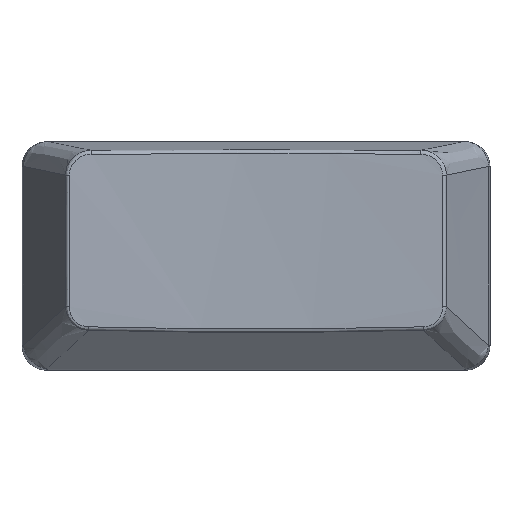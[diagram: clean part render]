
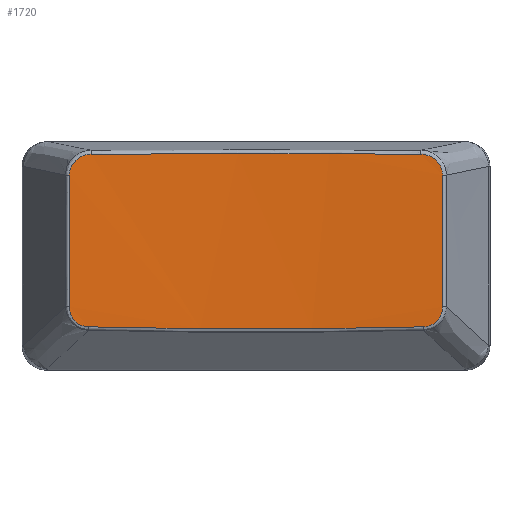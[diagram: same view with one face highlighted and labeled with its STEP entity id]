
A CAD part, top view. The second image highlights one B-rep face of the part: STEP entity #1720.
In plain terms, the highlighted free-form (B-spline) face has degree [1, 2] with [2, 3] control points.
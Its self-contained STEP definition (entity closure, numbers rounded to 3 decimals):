
#19=(
BOUNDED_SURFACE()
B_SPLINE_SURFACE(1,2,((#3109,#3110,#3111),(#3112,#3113,#3114)),
 .UNSPECIFIED.,.F.,.F.,.F.)
B_SPLINE_SURFACE_WITH_KNOTS((2,2),(3,3),(0.01,0.077),
(-1.642,-1.5),.UNSPECIFIED.)
GEOMETRIC_REPRESENTATION_ITEM()
RATIONAL_B_SPLINE_SURFACE(((1.,0.997,1.),(1.,0.997,
1.)))
REPRESENTATION_ITEM('')
SURFACE()
);
#337=FACE_OUTER_BOUND('',#441,.T.);
#441=EDGE_LOOP('',(#1260,#1261,#1262,#1263,#1264,#1265,#1266,#1267));
#549=B_SPLINE_CURVE_WITH_KNOTS('',3,(#2824,#2825,#2826,#2827),
 .UNSPECIFIED.,.F.,.F.,(4,4),(0.,2.668),.UNSPECIFIED.);
#550=B_SPLINE_CURVE_WITH_KNOTS('',3,(#2860,#2861,#2862,#2863,#2864,#2865),
 .UNSPECIFIED.,.F.,.F.,(4,1,1,4),(0.,0.106,
0.176,0.247),.UNSPECIFIED.);
#551=B_SPLINE_CURVE_WITH_KNOTS('',3,(#2888,#2889,#2890,#2891),
 .UNSPECIFIED.,.F.,.F.,(4,4),(0.,1.046),
 .UNSPECIFIED.);
#553=B_SPLINE_CURVE_WITH_KNOTS('',3,(#2925,#2926,#2927,#2928,#2929),
 .UNSPECIFIED.,.F.,.F.,(4,1,4),(0.,0.115,0.268),
 .UNSPECIFIED.);
#555=B_SPLINE_CURVE_WITH_KNOTS('',3,(#2957,#2958,#2959,#2960),
 .UNSPECIFIED.,.F.,.F.,(4,4),(0.,2.625),
 .UNSPECIFIED.);
#557=B_SPLINE_CURVE_WITH_KNOTS('',3,(#2994,#2995,#2996,#2997,#2998),
 .UNSPECIFIED.,.F.,.F.,(4,1,4),(0.,0.153,
0.268),.UNSPECIFIED.);
#559=B_SPLINE_CURVE_WITH_KNOTS('',3,(#3025,#3026,#3027,#3028),
 .UNSPECIFIED.,.F.,.F.,(4,4),(0.,1.046),.UNSPECIFIED.);
#560=B_SPLINE_CURVE_WITH_KNOTS('',3,(#3059,#3060,#3061,#3062,#3063,#3064),
 .UNSPECIFIED.,.F.,.F.,(4,1,1,4),(0.,0.106,0.176,
0.247),.UNSPECIFIED.);
#715=VERTEX_POINT('',#2820);
#716=VERTEX_POINT('',#2822);
#717=VERTEX_POINT('',#2858);
#718=VERTEX_POINT('',#2886);
#719=VERTEX_POINT('',#2917);
#721=VERTEX_POINT('',#2950);
#723=VERTEX_POINT('',#2986);
#725=VERTEX_POINT('',#3019);
#912=EDGE_CURVE('',#716,#715,#549,.T.);
#914=EDGE_CURVE('',#715,#717,#550,.T.);
#916=EDGE_CURVE('',#717,#718,#551,.T.);
#919=EDGE_CURVE('',#718,#719,#553,.T.);
#922=EDGE_CURVE('',#719,#721,#555,.T.);
#925=EDGE_CURVE('',#721,#723,#557,.T.);
#928=EDGE_CURVE('',#723,#725,#559,.T.);
#929=EDGE_CURVE('',#725,#716,#560,.T.);
#1260=ORIENTED_EDGE('',*,*,#912,.F.);
#1261=ORIENTED_EDGE('',*,*,#929,.F.);
#1262=ORIENTED_EDGE('',*,*,#928,.F.);
#1263=ORIENTED_EDGE('',*,*,#925,.F.);
#1264=ORIENTED_EDGE('',*,*,#922,.F.);
#1265=ORIENTED_EDGE('',*,*,#919,.F.);
#1266=ORIENTED_EDGE('',*,*,#916,.F.);
#1267=ORIENTED_EDGE('',*,*,#914,.F.);
#1720=ADVANCED_FACE('',(#337),#19,.T.);
#2820=CARTESIAN_POINT('',(-13.309,-5.648,8.141));
#2822=CARTESIAN_POINT('',(13.309,-5.648,8.141));
#2824=CARTESIAN_POINT('Ctrl Pts',(13.309,-5.648,8.141));
#2825=CARTESIAN_POINT('Ctrl Pts',(4.45,-5.872,7.575));
#2826=CARTESIAN_POINT('Ctrl Pts',(-4.45,-5.872,7.575));
#2827=CARTESIAN_POINT('Ctrl Pts',(-13.309,-5.648,8.141));
#2858=CARTESIAN_POINT('',(-14.837,-4.045,8.258));
#2860=CARTESIAN_POINT('Ctrl Pts',(-13.309,-5.648,8.141));
#2861=CARTESIAN_POINT('Ctrl Pts',(-13.66,-5.639,8.163));
#2862=CARTESIAN_POINT('Ctrl Pts',(-14.245,-5.432,8.204));
#2863=CARTESIAN_POINT('Ctrl Pts',(-14.746,-4.751,8.245));
#2864=CARTESIAN_POINT('Ctrl Pts',(-14.837,-4.28,8.256));
#2865=CARTESIAN_POINT('Ctrl Pts',(-14.837,-4.045,8.258));
#2886=CARTESIAN_POINT('',(-14.836,6.417,8.355));
#2888=CARTESIAN_POINT('Ctrl Pts',(-14.837,-4.045,8.258));
#2889=CARTESIAN_POINT('Ctrl Pts',(-14.837,-0.558,
8.29));
#2890=CARTESIAN_POINT('Ctrl Pts',(-14.836,2.93,8.323));
#2891=CARTESIAN_POINT('Ctrl Pts',(-14.836,6.417,8.355));
#2917=CARTESIAN_POINT('',(-13.097,8.081,8.254));
#2925=CARTESIAN_POINT('Ctrl Pts',(-14.836,6.417,8.355));
#2926=CARTESIAN_POINT('Ctrl Pts',(-14.836,6.8,8.358));
#2927=CARTESIAN_POINT('Ctrl Pts',(-14.498,7.691,8.342));
#2928=CARTESIAN_POINT('Ctrl Pts',(-13.605,8.078,8.286));
#2929=CARTESIAN_POINT('Ctrl Pts',(-13.097,8.081,8.254));
#2950=CARTESIAN_POINT('',(13.097,8.081,8.254));
#2957=CARTESIAN_POINT('Ctrl Pts',(-13.097,8.081,8.254));
#2958=CARTESIAN_POINT('Ctrl Pts',(-4.377,8.128,7.709));
#2959=CARTESIAN_POINT('Ctrl Pts',(4.377,8.128,7.709));
#2960=CARTESIAN_POINT('Ctrl Pts',(13.097,8.081,8.254));
#2986=CARTESIAN_POINT('',(14.836,6.417,8.355));
#2994=CARTESIAN_POINT('Ctrl Pts',(13.097,8.081,8.254));
#2995=CARTESIAN_POINT('Ctrl Pts',(13.605,8.078,8.286));
#2996=CARTESIAN_POINT('Ctrl Pts',(14.498,7.69,8.342));
#2997=CARTESIAN_POINT('Ctrl Pts',(14.836,6.8,8.358));
#2998=CARTESIAN_POINT('Ctrl Pts',(14.836,6.417,8.355));
#3019=CARTESIAN_POINT('',(14.837,-4.045,8.258));
#3025=CARTESIAN_POINT('Ctrl Pts',(14.836,6.417,8.355));
#3026=CARTESIAN_POINT('Ctrl Pts',(14.836,2.93,8.323));
#3027=CARTESIAN_POINT('Ctrl Pts',(14.837,-0.558,8.29));
#3028=CARTESIAN_POINT('Ctrl Pts',(14.837,-4.045,8.258));
#3059=CARTESIAN_POINT('Ctrl Pts',(14.837,-4.045,8.258));
#3060=CARTESIAN_POINT('Ctrl Pts',(14.837,-4.398,8.255));
#3061=CARTESIAN_POINT('Ctrl Pts',(14.659,-4.991,8.237));
#3062=CARTESIAN_POINT('Ctrl Pts',(14.01,-5.533,8.187));
#3063=CARTESIAN_POINT('Ctrl Pts',(13.543,-5.642,8.155));
#3064=CARTESIAN_POINT('Ctrl Pts',(13.309,-5.648,8.141));
#3109=CARTESIAN_POINT('Ctrl Pts',(14.837,-5.828,8.242));
#3110=CARTESIAN_POINT('Ctrl Pts',(0.,-5.818,7.19));
#3111=CARTESIAN_POINT('Ctrl Pts',(-14.837,-5.828,8.242));
#3112=CARTESIAN_POINT('Ctrl Pts',(14.837,8.122,8.371));
#3113=CARTESIAN_POINT('Ctrl Pts',(0.,8.132,
7.319));
#3114=CARTESIAN_POINT('Ctrl Pts',(-14.837,8.122,8.371));
